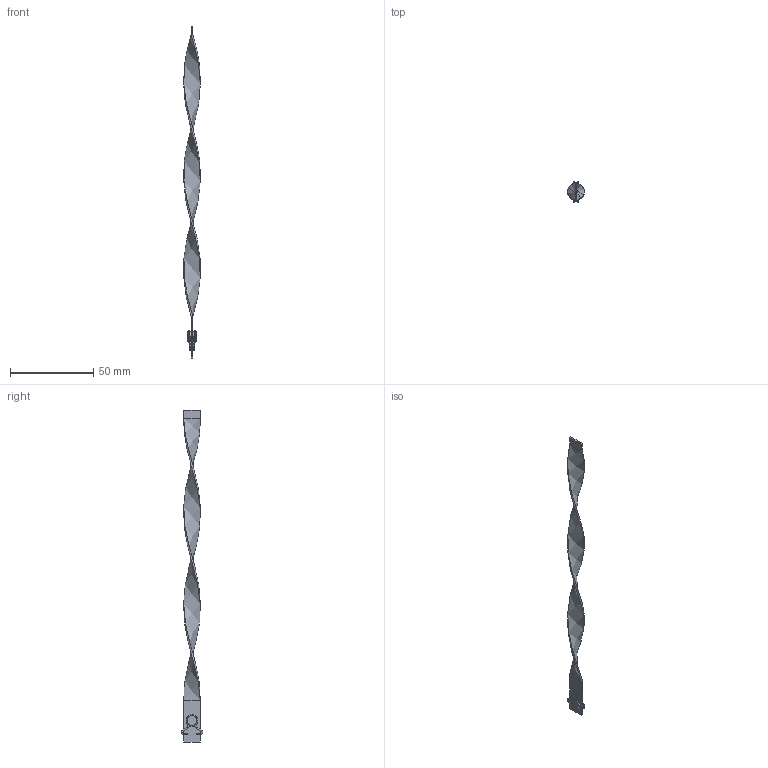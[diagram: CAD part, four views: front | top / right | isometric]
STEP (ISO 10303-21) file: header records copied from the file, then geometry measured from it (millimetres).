
FILE_DESCRIPTION (( 'STEP AP203' ), '1' );
FILE_NAME ('e699.STEP', '2023-09-26T17:32:27', ( '' ), ( '' ), 'SwSTEP 2.0', 'SolidWorks 2019', '' );
FILE_SCHEMA (( 'CONFIG_CONTROL_DESIGN' ));
Length unit declared in the file: millimetre
Products named in the file (1): e699
Bounding box: 10.05 x 12.8 x 200 mm (x, y, z)
Volume: 2134.6 mm3; surface area: 4801.3 mm2
Topology: 3 solids, 3 shells, 90 faces, 192 edges, 112 vertices
Faces by surface type: cylinder 40, torus 24, plane 18, bspline 8
Entity records: 4589 total; most frequent: CARTESIAN_POINT 2619, DIRECTION 418, ORIENTED_EDGE 384, EDGE_CURVE 192, AXIS2_PLACEMENT_3D 179, VERTEX_POINT 112, CIRCLE 96, EDGE_LOOP 94
